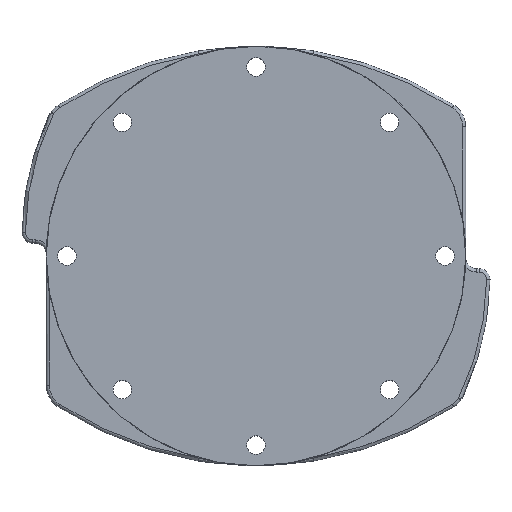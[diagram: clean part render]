
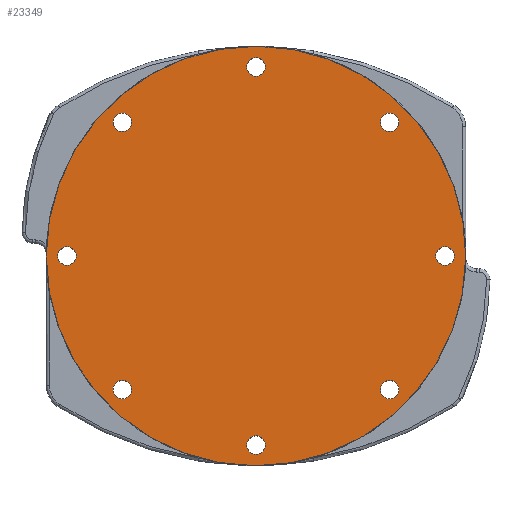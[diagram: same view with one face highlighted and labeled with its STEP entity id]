
A CAD part, top view. The second image highlights one B-rep face of the part: STEP entity #23349.
In plain terms, the highlighted planar face has unit normal (0, 0, 1).
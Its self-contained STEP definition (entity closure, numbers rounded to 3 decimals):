
#96=FACE_BOUND('',#7575,.T.);
#97=FACE_BOUND('',#7576,.T.);
#98=FACE_BOUND('',#7577,.T.);
#99=FACE_BOUND('',#7578,.T.);
#100=FACE_BOUND('',#7579,.T.);
#101=FACE_BOUND('',#7580,.T.);
#102=FACE_BOUND('',#7581,.T.);
#103=FACE_BOUND('',#7582,.T.);
#6027=FACE_OUTER_BOUND('',#7574,.T.);
#7574=EDGE_LOOP('',(#16570));
#7575=EDGE_LOOP('',(#16571));
#7576=EDGE_LOOP('',(#16572));
#7577=EDGE_LOOP('',(#16573));
#7578=EDGE_LOOP('',(#16574));
#7579=EDGE_LOOP('',(#16575));
#7580=EDGE_LOOP('',(#16576));
#7581=EDGE_LOOP('',(#16577));
#7582=EDGE_LOOP('',(#16578));
#9128=CIRCLE('',#25023,125.);
#9168=CIRCLE('',#25075,5.5);
#9169=CIRCLE('',#25076,5.5);
#9170=CIRCLE('',#25077,5.5);
#9171=CIRCLE('',#25078,5.5);
#9172=CIRCLE('',#25079,5.5);
#9173=CIRCLE('',#25080,5.5);
#9174=CIRCLE('',#25081,5.5);
#9175=CIRCLE('',#25082,5.5);
#10312=VERTEX_POINT('',#37532);
#10348=VERTEX_POINT('',#38390);
#10349=VERTEX_POINT('',#38392);
#10350=VERTEX_POINT('',#38394);
#10351=VERTEX_POINT('',#38396);
#10352=VERTEX_POINT('',#38398);
#10353=VERTEX_POINT('',#38400);
#10354=VERTEX_POINT('',#38402);
#10355=VERTEX_POINT('',#38404);
#12584=EDGE_CURVE('',#10312,#10312,#9128,.T.);
#12655=EDGE_CURVE('',#10348,#10348,#9168,.T.);
#12656=EDGE_CURVE('',#10349,#10349,#9169,.T.);
#12657=EDGE_CURVE('',#10350,#10350,#9170,.T.);
#12658=EDGE_CURVE('',#10351,#10351,#9171,.T.);
#12659=EDGE_CURVE('',#10352,#10352,#9172,.T.);
#12660=EDGE_CURVE('',#10353,#10353,#9173,.T.);
#12661=EDGE_CURVE('',#10354,#10354,#9174,.T.);
#12662=EDGE_CURVE('',#10355,#10355,#9175,.T.);
#16570=ORIENTED_EDGE('',*,*,#12584,.T.);
#16571=ORIENTED_EDGE('',*,*,#12655,.F.);
#16572=ORIENTED_EDGE('',*,*,#12656,.F.);
#16573=ORIENTED_EDGE('',*,*,#12657,.F.);
#16574=ORIENTED_EDGE('',*,*,#12658,.F.);
#16575=ORIENTED_EDGE('',*,*,#12659,.F.);
#16576=ORIENTED_EDGE('',*,*,#12660,.F.);
#16577=ORIENTED_EDGE('',*,*,#12661,.F.);
#16578=ORIENTED_EDGE('',*,*,#12662,.F.);
#22496=PLANE('',#25074);
#23349=ADVANCED_FACE('',(#6027,#96,#97,#98,#99,#100,#101,#102,#103),#22496,
 .T.);
#25023=AXIS2_PLACEMENT_3D('',#37533,#27793,#27794);
#25074=AXIS2_PLACEMENT_3D('',#38389,#27895,#27896);
#25075=AXIS2_PLACEMENT_3D('',#38391,#27897,#27898);
#25076=AXIS2_PLACEMENT_3D('',#38393,#27899,#27900);
#25077=AXIS2_PLACEMENT_3D('',#38395,#27901,#27902);
#25078=AXIS2_PLACEMENT_3D('',#38397,#27903,#27904);
#25079=AXIS2_PLACEMENT_3D('',#38399,#27905,#27906);
#25080=AXIS2_PLACEMENT_3D('',#38401,#27907,#27908);
#25081=AXIS2_PLACEMENT_3D('',#38403,#27909,#27910);
#25082=AXIS2_PLACEMENT_3D('',#38405,#27911,#27912);
#27793=DIRECTION('center_axis',(0.,0.,1.));
#27794=DIRECTION('ref_axis',(1.,0.,0.));
#27895=DIRECTION('center_axis',(0.,0.,1.));
#27896=DIRECTION('ref_axis',(1.,0.,0.));
#27897=DIRECTION('center_axis',(0.,0.,1.));
#27898=DIRECTION('ref_axis',(-1.,0.,0.));
#27899=DIRECTION('center_axis',(0.,0.,1.));
#27900=DIRECTION('ref_axis',(-1.,0.,0.));
#27901=DIRECTION('center_axis',(0.,0.,1.));
#27902=DIRECTION('ref_axis',(-1.,0.,0.));
#27903=DIRECTION('center_axis',(0.,0.,1.));
#27904=DIRECTION('ref_axis',(-1.,0.,0.));
#27905=DIRECTION('center_axis',(0.,0.,1.));
#27906=DIRECTION('ref_axis',(-1.,0.,0.));
#27907=DIRECTION('center_axis',(0.,0.,1.));
#27908=DIRECTION('ref_axis',(-1.,0.,0.));
#27909=DIRECTION('center_axis',(0.,0.,1.));
#27910=DIRECTION('ref_axis',(-1.,0.,0.));
#27911=DIRECTION('center_axis',(0.,0.,1.));
#27912=DIRECTION('ref_axis',(-1.,0.,0.));
#37532=CARTESIAN_POINT('',(-125.,0.,2.));
#37533=CARTESIAN_POINT('Origin',(0.,0.,2.));
#38389=CARTESIAN_POINT('Origin',(0.,0.,2.));
#38390=CARTESIAN_POINT('',(118.15,0.,2.));
#38391=CARTESIAN_POINT('Origin',(112.65,0.,2.));
#38392=CARTESIAN_POINT('',(5.5,-112.65,2.));
#38393=CARTESIAN_POINT('Origin',(0.,-112.65,2.));
#38394=CARTESIAN_POINT('',(-107.15,0.,2.));
#38395=CARTESIAN_POINT('Origin',(-112.65,0.,2.));
#38396=CARTESIAN_POINT('',(5.5,112.65,2.));
#38397=CARTESIAN_POINT('Origin',(0.,112.65,2.));
#38398=CARTESIAN_POINT('',(85.156,79.656,2.));
#38399=CARTESIAN_POINT('Origin',(79.656,79.656,2.));
#38400=CARTESIAN_POINT('',(-74.156,79.656,2.));
#38401=CARTESIAN_POINT('Origin',(-79.656,79.656,2.));
#38402=CARTESIAN_POINT('',(-74.156,-79.656,2.));
#38403=CARTESIAN_POINT('Origin',(-79.656,-79.656,2.));
#38404=CARTESIAN_POINT('',(85.156,-79.656,2.));
#38405=CARTESIAN_POINT('Origin',(79.656,-79.656,2.));
